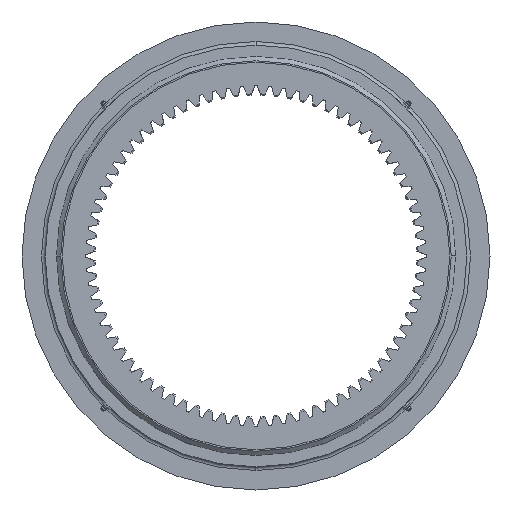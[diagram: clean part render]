
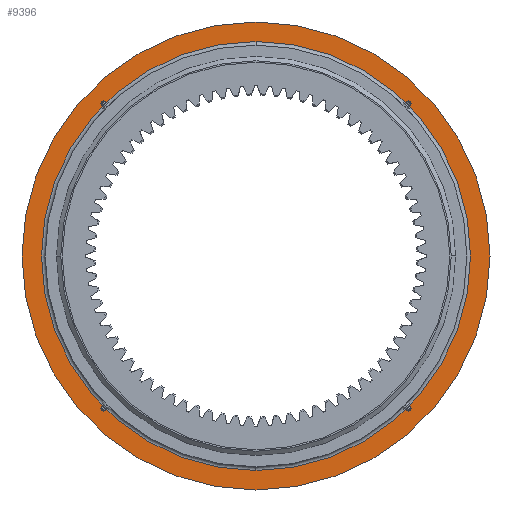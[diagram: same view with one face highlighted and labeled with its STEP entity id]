
A CAD part, front view. The second image highlights one B-rep face of the part: STEP entity #9396.
In plain terms, the highlighted planar face has unit normal (0, -1, 0).
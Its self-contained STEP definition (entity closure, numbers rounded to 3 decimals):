
#311 = AXIS2_PLACEMENT_3D ( 'NONE', #20059, #20102, #20126 ) ;
#710 = EDGE_CURVE ( 'NONE', #6066, #19701, #15606, .T. ) ;
#1561 = ORIENTED_EDGE ( 'NONE', *, *, #8748, .T. ) ;
#1935 = AXIS2_PLACEMENT_3D ( 'NONE', #17615, #5820, #15758 ) ;
#3700 = AXIS2_PLACEMENT_3D ( 'NONE', #8969, #14976, #16599 ) ;
#5551 = CIRCLE ( 'NONE', #6612, 297. ) ;
#5582 = CIRCLE ( 'NONE', #311, 324. ) ;
#5820 = DIRECTION ( 'NONE',  ( 0., -1., 0. ) ) ;
#6066 = VERTEX_POINT ( 'NONE', #16475 ) ;
#6612 = AXIS2_PLACEMENT_3D ( 'NONE', #10163, #10257, #10282 ) ;
#6635 = AXIS2_PLACEMENT_3D ( 'NONE', #14032, #12128, #14755 ) ;
#8309 = VERTEX_POINT ( 'NONE', #14853 ) ;
#8748 = EDGE_CURVE ( 'NONE', #8309, #10364, #18909, .T. ) ;
#8779 = EDGE_LOOP ( 'NONE', ( #17589, #1561 ) ) ;
#8969 = CARTESIAN_POINT ( 'NONE',  ( 0., 16., 292. ) ) ;
#9396 = ADVANCED_FACE ( 'NONE', ( #17184, #17201 ), #17636, .T. ) ;
#10163 = CARTESIAN_POINT ( 'NONE',  ( 0., 16., 0. ) ) ;
#10257 = DIRECTION ( 'NONE',  ( 0., 1., 0. ) ) ;
#10282 = DIRECTION ( 'NONE',  ( 0., 0., 1. ) ) ;
#10364 = VERTEX_POINT ( 'NONE', #16488 ) ;
#10676 = ORIENTED_EDGE ( 'NONE', *, *, #710, .T. ) ;
#11168 = ORIENTED_EDGE ( 'NONE', *, *, #13899, .T. ) ;
#12128 = DIRECTION ( 'NONE',  ( 0., 1., 0. ) ) ;
#12819 = EDGE_LOOP ( 'NONE', ( #10676, #11168 ) ) ;
#13775 = EDGE_CURVE ( 'NONE', #10364, #8309, #5582, .T. ) ;
#13899 = EDGE_CURVE ( 'NONE', #19701, #6066, #5551, .T. ) ;
#14032 = CARTESIAN_POINT ( 'NONE',  ( 0., 16., 0. ) ) ;
#14755 = DIRECTION ( 'NONE',  ( 0., 0., 1. ) ) ;
#14853 = CARTESIAN_POINT ( 'NONE',  ( 0., 16., -324. ) ) ;
#14976 = DIRECTION ( 'NONE',  ( 0., -1., 0. ) ) ;
#15606 = CIRCLE ( 'NONE', #6635, 297. ) ;
#15758 = DIRECTION ( 'NONE',  ( 0., 0., 1. ) ) ;
#16475 = CARTESIAN_POINT ( 'NONE',  ( 0., 16., 297. ) ) ;
#16488 = CARTESIAN_POINT ( 'NONE',  ( 0., 16., 324. ) ) ;
#16599 = DIRECTION ( 'NONE',  ( 0., 0., 1. ) ) ;
#17184 = FACE_BOUND ( 'NONE', #12819, .T. ) ;
#17201 = FACE_OUTER_BOUND ( 'NONE', #8779, .T. ) ;
#17589 = ORIENTED_EDGE ( 'NONE', *, *, #13775, .T. ) ;
#17615 = CARTESIAN_POINT ( 'NONE',  ( 0., 16., 0. ) ) ;
#17636 = PLANE ( 'NONE',  #3700 ) ;
#18909 = CIRCLE ( 'NONE', #1935, 324. ) ;
#19105 = CARTESIAN_POINT ( 'NONE',  ( 0., 16., -297. ) ) ;
#19701 = VERTEX_POINT ( 'NONE', #19105 ) ;
#20059 = CARTESIAN_POINT ( 'NONE',  ( 0., 16., 0. ) ) ;
#20102 = DIRECTION ( 'NONE',  ( 0., -1., 0. ) ) ;
#20126 = DIRECTION ( 'NONE',  ( 0., 0., 1. ) ) ;
